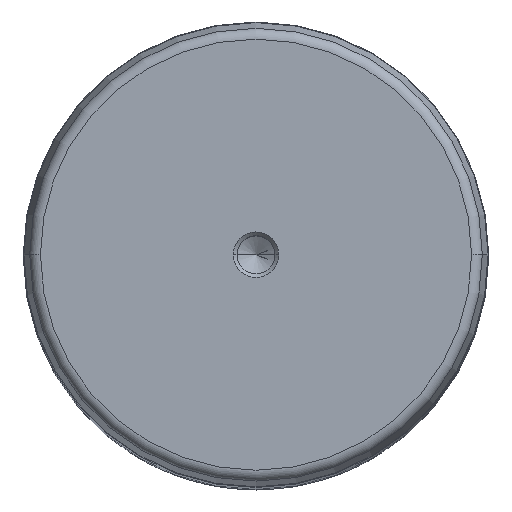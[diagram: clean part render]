
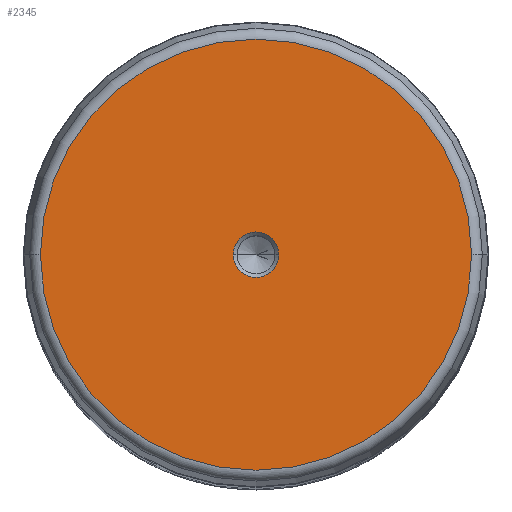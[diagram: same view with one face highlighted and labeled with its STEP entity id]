
A CAD part, top view. The second image highlights one B-rep face of the part: STEP entity #2345.
In plain terms, the highlighted planar face has unit normal (0, 0, 1).
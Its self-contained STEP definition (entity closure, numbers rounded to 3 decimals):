
#5 = EDGE_CURVE ( 'NONE', #2305, #2829, #628, .T. ) ;
#65 = EDGE_LOOP ( 'NONE', ( #3217, #1214 ) ) ;
#71 = ORIENTED_EDGE ( 'NONE', *, *, #3425, .F. ) ;
#202 = EDGE_CURVE ( 'NONE', #2829, #2305, #2210, .T. ) ;
#230 = AXIS2_PLACEMENT_3D ( 'NONE', #2638, #2672, #1286 ) ;
#248 = VERTEX_POINT ( 'NONE', #2197 ) ;
#317 = FACE_BOUND ( 'NONE', #65, .T. ) ;
#549 = DIRECTION ( 'NONE',  ( 0., 0., 1. ) ) ;
#559 = AXIS2_PLACEMENT_3D ( 'NONE', #674, #2625, #1904 ) ;
#628 = CIRCLE ( 'NONE', #2682, 6.1 ) ;
#661 = CARTESIAN_POINT ( 'NONE',  ( 6.1, 0., 400. ) ) ;
#674 = CARTESIAN_POINT ( 'NONE',  ( 0., 0., 400. ) ) ;
#822 = AXIS2_PLACEMENT_3D ( 'NONE', #1647, #2509, #838 ) ;
#823 = PLANE ( 'NONE',  #1120 ) ;
#838 = DIRECTION ( 'NONE',  ( 1., 0., 0. ) ) ;
#888 = CARTESIAN_POINT ( 'NONE',  ( -57.879, 0., 400. ) ) ;
#1120 = AXIS2_PLACEMENT_3D ( 'NONE', #3594, #549, #1690 ) ;
#1214 = ORIENTED_EDGE ( 'NONE', *, *, #5, .T. ) ;
#1286 = DIRECTION ( 'NONE',  ( -1., 0., 0. ) ) ;
#1296 = CARTESIAN_POINT ( 'NONE',  ( 0., 0., 400. ) ) ;
#1564 = EDGE_CURVE ( 'NONE', #248, #1989, #2209, .T. ) ;
#1566 = DIRECTION ( 'NONE',  ( 1., 0., 0. ) ) ;
#1647 = CARTESIAN_POINT ( 'NONE',  ( 0., 0., 400. ) ) ;
#1690 = DIRECTION ( 'NONE',  ( 1., 0., 0. ) ) ;
#1904 = DIRECTION ( 'NONE',  ( -1., 0., 0. ) ) ;
#1989 = VERTEX_POINT ( 'NONE', #888 ) ;
#2123 = DIRECTION ( 'NONE',  ( 0., 0., -1. ) ) ;
#2197 = CARTESIAN_POINT ( 'NONE',  ( 57.879, 0., 400. ) ) ;
#2209 = CIRCLE ( 'NONE', #230, 57.879 ) ;
#2210 = CIRCLE ( 'NONE', #822, 6.1 ) ;
#2228 = CARTESIAN_POINT ( 'NONE',  ( -6.1, 0., 400. ) ) ;
#2287 = FACE_OUTER_BOUND ( 'NONE', #3240, .T. ) ;
#2305 = VERTEX_POINT ( 'NONE', #2228 ) ;
#2345 = ADVANCED_FACE ( 'NONE', ( #317, #2287 ), #823, .T. ) ;
#2509 = DIRECTION ( 'NONE',  ( 0., 0., -1. ) ) ;
#2625 = DIRECTION ( 'NONE',  ( 0., 0., -1. ) ) ;
#2638 = CARTESIAN_POINT ( 'NONE',  ( 0., 0., 400. ) ) ;
#2672 = DIRECTION ( 'NONE',  ( 0., 0., -1. ) ) ;
#2682 = AXIS2_PLACEMENT_3D ( 'NONE', #1296, #2123, #1566 ) ;
#2829 = VERTEX_POINT ( 'NONE', #661 ) ;
#2943 = ORIENTED_EDGE ( 'NONE', *, *, #1564, .F. ) ;
#3217 = ORIENTED_EDGE ( 'NONE', *, *, #202, .T. ) ;
#3240 = EDGE_LOOP ( 'NONE', ( #71, #2943 ) ) ;
#3280 = CIRCLE ( 'NONE', #559, 57.879 ) ;
#3425 = EDGE_CURVE ( 'NONE', #1989, #248, #3280, .T. ) ;
#3594 = CARTESIAN_POINT ( 'NONE',  ( 0., 0., 400. ) ) ;
